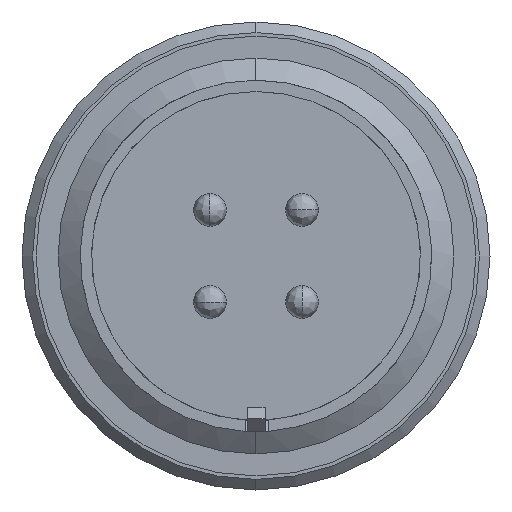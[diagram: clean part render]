
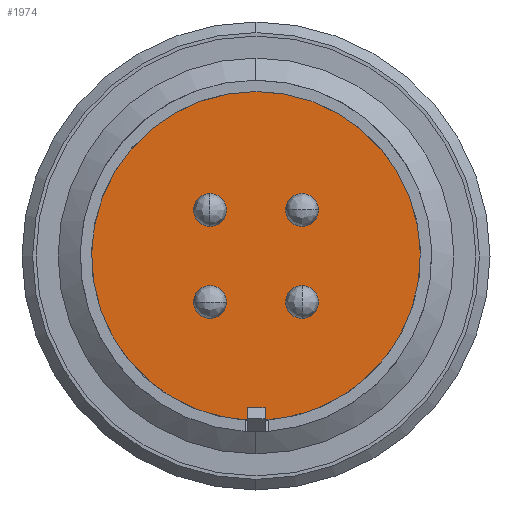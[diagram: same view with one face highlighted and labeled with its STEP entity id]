
A CAD part, front view. The second image highlights one B-rep face of the part: STEP entity #1974.
In plain terms, the highlighted planar face has unit normal (0, -1, 0).
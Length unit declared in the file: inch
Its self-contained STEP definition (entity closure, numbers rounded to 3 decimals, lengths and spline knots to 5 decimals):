
#129 = EDGE_LOOP ( 'NONE', ( #2970, #2131 ) ) ;
#130 = EDGE_LOOP ( 'NONE', ( #2757, #2697 ) ) ;
#133 = EDGE_LOOP ( 'NONE', ( #2355, #2994 ) ) ;
#135 = EDGE_LOOP ( 'NONE', ( #2890, #2658 ) ) ;
#148 = EDGE_LOOP ( 'NONE', ( #2573, #3096 ) ) ;
#461 = PLANE ( 'NONE',  #4842 ) ;
#491 = CARTESIAN_POINT ( 'NONE',  ( 0., 0., 0. ) ) ;
#554 = DIRECTION ( 'NONE',  ( 0., 1., 0. ) ) ;
#742 = DIRECTION ( 'NONE',  ( 0., 0., 1. ) ) ;
#782 = DIRECTION ( 'NONE',  ( 0., -1., 0. ) ) ;
#783 = DIRECTION ( 'NONE',  ( 0., 0., -1. ) ) ;
#784 = CARTESIAN_POINT ( 'NONE',  ( 0.13081, 0., 0.13081 ) ) ;
#785 = DIRECTION ( 'NONE',  ( 0., 0., -1. ) ) ;
#787 = CARTESIAN_POINT ( 'NONE',  ( -0.13081, 0., -0.13081 ) ) ;
#788 = DIRECTION ( 'NONE',  ( 0., -1., 0. ) ) ;
#789 = DIRECTION ( 'NONE',  ( 0., -1., 0. ) ) ;
#791 = DIRECTION ( 'NONE',  ( 1., 0., 0. ) ) ;
#792 = CARTESIAN_POINT ( 'NONE',  ( 0.13081, 0., -0.13081 ) ) ;
#795 = DIRECTION ( 'NONE',  ( 1., 0., 0. ) ) ;
#796 = DIRECTION ( 'NONE',  ( 0., -1., 0. ) ) ;
#798 = CARTESIAN_POINT ( 'NONE',  ( -0.13081, 0., 0.13081 ) ) ;
#1199 = DIRECTION ( 'NONE',  ( 0., 0., -1. ) ) ;
#1200 = DIRECTION ( 'NONE',  ( 0., -1., 0. ) ) ;
#1201 = CARTESIAN_POINT ( 'NONE',  ( 0., 0., 0. ) ) ;
#1249 = CARTESIAN_POINT ( 'NONE',  ( -0.13081, 0., -0.08381 ) ) ;
#1278 = CARTESIAN_POINT ( 'NONE',  ( 0.13081, 0., 0.08381 ) ) ;
#1286 = CARTESIAN_POINT ( 'NONE',  ( -0.17781, 0., 0.13081 ) ) ;
#1351 = CARTESIAN_POINT ( 'NONE',  ( 0., 0., 0.49 ) ) ;
#1371 = CARTESIAN_POINT ( 'NONE',  ( -0.13081, 0., -0.17781 ) ) ;
#1387 = CARTESIAN_POINT ( 'NONE',  ( 0., 0., -0.49 ) ) ;
#1388 = CARTESIAN_POINT ( 'NONE',  ( 0.08381, 0., -0.13081 ) ) ;
#1399 = CARTESIAN_POINT ( 'NONE',  ( 0.13081, 0., 0.17781 ) ) ;
#1408 = CARTESIAN_POINT ( 'NONE',  ( 0.17781, 0., -0.13081 ) ) ;
#1505 = CARTESIAN_POINT ( 'NONE',  ( -0.08381, 0., 0.13081 ) ) ;
#1974 = ADVANCED_FACE ( 'NONE', ( #2489, #2945, #2959, #2101, #2688 ), #461, .F. ) ;
#2101 = FACE_BOUND ( 'NONE', #129, .T. ) ;
#2131 = ORIENTED_EDGE ( 'NONE', *, *, #5255, .F. ) ;
#2298 = VERTEX_POINT ( 'NONE', #1505 ) ;
#2355 = ORIENTED_EDGE ( 'NONE', *, *, #4787, .T. ) ;
#2489 = FACE_BOUND ( 'NONE', #148, .T. ) ;
#2570 = VERTEX_POINT ( 'NONE', #1408 ) ;
#2573 = ORIENTED_EDGE ( 'NONE', *, *, #5063, .F. ) ;
#2620 = VERTEX_POINT ( 'NONE', #1399 ) ;
#2658 = ORIENTED_EDGE ( 'NONE', *, *, #5258, .F. ) ;
#2666 = VERTEX_POINT ( 'NONE', #1388 ) ;
#2670 = VERTEX_POINT ( 'NONE', #1387 ) ;
#2688 = FACE_OUTER_BOUND ( 'NONE', #133, .T. ) ;
#2697 = ORIENTED_EDGE ( 'NONE', *, *, #5257, .F. ) ;
#2744 = VERTEX_POINT ( 'NONE', #1371 ) ;
#2757 = ORIENTED_EDGE ( 'NONE', *, *, #5071, .F. ) ;
#2844 = VERTEX_POINT ( 'NONE', #1351 ) ;
#2890 = ORIENTED_EDGE ( 'NONE', *, *, #5067, .F. ) ;
#2945 = FACE_BOUND ( 'NONE', #135, .T. ) ;
#2959 = FACE_BOUND ( 'NONE', #130, .T. ) ;
#2970 = ORIENTED_EDGE ( 'NONE', *, *, #5075, .F. ) ;
#2994 = ORIENTED_EDGE ( 'NONE', *, *, #5056, .T. ) ;
#3090 = VERTEX_POINT ( 'NONE', #1286 ) ;
#3096 = ORIENTED_EDGE ( 'NONE', *, *, #5259, .F. ) ;
#3112 = VERTEX_POINT ( 'NONE', #1278 ) ;
#3236 = VERTEX_POINT ( 'NONE', #1249 ) ;
#3320 = CIRCLE ( 'NONE', #4582, 0.047 ) ;
#3432 = CIRCLE ( 'NONE', #4586, 0.047 ) ;
#3438 = CIRCLE ( 'NONE', #4584, 0.047 ) ;
#3532 = CIRCLE ( 'NONE', #4456, 0.047 ) ;
#3537 = CIRCLE ( 'NONE', #4591, 0.49 ) ;
#3566 = CIRCLE ( 'NONE', #4588, 0.047 ) ;
#3650 = CIRCLE ( 'NONE', #4697, 0.49 ) ;
#3835 = CIRCLE ( 'NONE', #4455, 0.047 ) ;
#3854 = CIRCLE ( 'NONE', #4459, 0.047 ) ;
#3856 = CIRCLE ( 'NONE', #4457, 0.047 ) ;
#4331 = DIRECTION ( 'NONE',  ( 1., 0., 0. ) ) ;
#4332 = DIRECTION ( 'NONE',  ( 0., -1., 0. ) ) ;
#4333 = CARTESIAN_POINT ( 'NONE',  ( -0.13081, 0., 0.13081 ) ) ;
#4346 = DIRECTION ( 'NONE',  ( 1., 0., 0. ) ) ;
#4347 = DIRECTION ( 'NONE',  ( 0., -1., 0. ) ) ;
#4349 = CARTESIAN_POINT ( 'NONE',  ( 0.13081, 0., -0.13081 ) ) ;
#4358 = DIRECTION ( 'NONE',  ( 0., 0., -1. ) ) ;
#4359 = DIRECTION ( 'NONE',  ( 0., -1., 0. ) ) ;
#4360 = CARTESIAN_POINT ( 'NONE',  ( -0.13081, 0., -0.13081 ) ) ;
#4373 = DIRECTION ( 'NONE',  ( 0., 0., -1. ) ) ;
#4374 = DIRECTION ( 'NONE',  ( 0., -1., 0. ) ) ;
#4375 = CARTESIAN_POINT ( 'NONE',  ( 0.13081, 0., 0.13081 ) ) ;
#4396 = DIRECTION ( 'NONE',  ( 0., 0., -1. ) ) ;
#4397 = DIRECTION ( 'NONE',  ( 0., -1., 0. ) ) ;
#4398 = CARTESIAN_POINT ( 'NONE',  ( 0., 0., 0. ) ) ;
#4455 = AXIS2_PLACEMENT_3D ( 'NONE', #784, #782, #783 ) ;
#4456 = AXIS2_PLACEMENT_3D ( 'NONE', #787, #788, #785 ) ;
#4457 = AXIS2_PLACEMENT_3D ( 'NONE', #792, #789, #791 ) ;
#4459 = AXIS2_PLACEMENT_3D ( 'NONE', #798, #796, #795 ) ;
#4582 = AXIS2_PLACEMENT_3D ( 'NONE', #4333, #4332, #4331 ) ;
#4584 = AXIS2_PLACEMENT_3D ( 'NONE', #4349, #4347, #4346 ) ;
#4586 = AXIS2_PLACEMENT_3D ( 'NONE', #4360, #4359, #4358 ) ;
#4588 = AXIS2_PLACEMENT_3D ( 'NONE', #4375, #4374, #4373 ) ;
#4591 = AXIS2_PLACEMENT_3D ( 'NONE', #4398, #4397, #4396 ) ;
#4697 = AXIS2_PLACEMENT_3D ( 'NONE', #1201, #1200, #1199 ) ;
#4787 = EDGE_CURVE ( 'NONE', #2670, #2844, #3650, .T. ) ;
#4842 = AXIS2_PLACEMENT_3D ( 'NONE', #491, #554, #742 ) ;
#5056 = EDGE_CURVE ( 'NONE', #2844, #2670, #3537, .T. ) ;
#5063 = EDGE_CURVE ( 'NONE', #3112, #2620, #3566, .T. ) ;
#5067 = EDGE_CURVE ( 'NONE', #2744, #3236, #3432, .T. ) ;
#5071 = EDGE_CURVE ( 'NONE', #2570, #2666, #3438, .T. ) ;
#5075 = EDGE_CURVE ( 'NONE', #2298, #3090, #3320, .T. ) ;
#5255 = EDGE_CURVE ( 'NONE', #3090, #2298, #3854, .T. ) ;
#5257 = EDGE_CURVE ( 'NONE', #2666, #2570, #3856, .T. ) ;
#5258 = EDGE_CURVE ( 'NONE', #3236, #2744, #3532, .T. ) ;
#5259 = EDGE_CURVE ( 'NONE', #2620, #3112, #3835, .T. ) ;
